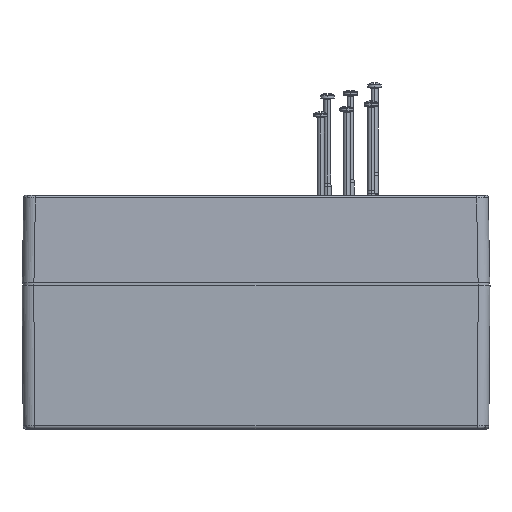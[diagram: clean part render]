
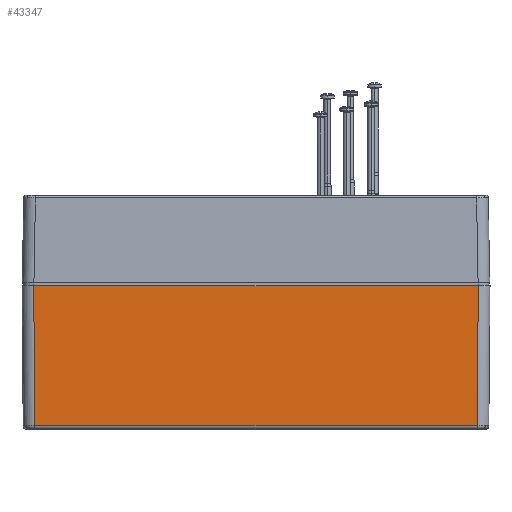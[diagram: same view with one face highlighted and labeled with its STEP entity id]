
A CAD part, top view. The second image highlights one B-rep face of the part: STEP entity #43347.
In plain terms, the highlighted planar face has unit normal (0, -0.009, 1).
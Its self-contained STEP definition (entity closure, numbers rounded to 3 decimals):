
#7224 = VERTEX_POINT ( 'NONE', #45987 ) ;
#7229 = VERTEX_POINT ( 'NONE', #45986 ) ;
#10723 = EDGE_CURVE ( 'NONE', #7229, #7224, #46382, .T. ) ;
#32697 = CARTESIAN_POINT ( 'NONE',  ( 113.514, -75.013, 79.514 ) ) ;
#34150 = DIRECTION ( 'NONE',  ( 1., 0., 0. ) ) ;
#34151 = VECTOR ( 'NONE', #34150, 1000. ) ;
#34152 = CARTESIAN_POINT ( 'NONE',  ( -120.15, -75.013, 79.514 ) ) ;
#34153 = LINE ( 'NONE', #34152, #34151 ) ;
#34273 = DIRECTION ( 'NONE',  ( 0.008, -1., -0.008 ) ) ;
#34274 = VECTOR ( 'NONE', #34273, 1000. ) ;
#34275 = CARTESIAN_POINT ( 'NONE',  ( -114.151, 0.051, 80.15 ) ) ;
#34276 = LINE ( 'NONE', #34275, #34274 ) ;
#34309 = DIRECTION ( 'NONE',  ( 0., -1., -0.008 ) ) ;
#34310 = DIRECTION ( 'NONE',  ( 0., -0.008, 1. ) ) ;
#34311 = CARTESIAN_POINT ( 'NONE',  ( -120.15, 0., 80.15 ) ) ;
#34312 = AXIS2_PLACEMENT_3D ( 'NONE', #34311, #34310, #34309 ) ;
#34313 = PLANE ( 'NONE',  #34312 ) ;
#34314 = FACE_OUTER_BOUND ( 'NONE', #43345, .T. ) ;
#34316 = DIRECTION ( 'NONE',  ( 0.008, 1., 0.008 ) ) ;
#34317 = VECTOR ( 'NONE', #34316, 1000. ) ;
#34318 = CARTESIAN_POINT ( 'NONE',  ( 114.133, -1.987, 80.133 ) ) ;
#34319 = LINE ( 'NONE', #34318, #34317 ) ;
#34388 = CARTESIAN_POINT ( 'NONE',  ( -113.514, -75.013, 79.514 ) ) ;
#42916 = VERTEX_POINT ( 'NONE', #32697 ) ;
#43160 = ORIENTED_EDGE ( 'NONE', *, *, #10723, .T. ) ;
#43161 = ORIENTED_EDGE ( 'NONE', *, *, #43327, .T. ) ;
#43244 = EDGE_CURVE ( 'NONE', #43380, #42916, #34153, .T. ) ;
#43327 = EDGE_CURVE ( 'NONE', #7224, #43380, #34276, .T. ) ;
#43344 = EDGE_CURVE ( 'NONE', #42916, #7229, #34319, .T. ) ;
#43345 = EDGE_LOOP ( 'NONE', ( #43346, #43160, #43161, #43891 ) ) ;
#43346 = ORIENTED_EDGE ( 'NONE', *, *, #43344, .T. ) ;
#43347 = ADVANCED_FACE ( 'NONE', ( #34314 ), #34313, .T. ) ;
#43380 = VERTEX_POINT ( 'NONE', #34388 ) ;
#43891 = ORIENTED_EDGE ( 'NONE', *, *, #43244, .T. ) ;
#45986 = CARTESIAN_POINT ( 'NONE',  ( 114.125, -3., 80.125 ) ) ;
#45987 = CARTESIAN_POINT ( 'NONE',  ( -114.125, -3., 80.125 ) ) ;
#46379 = DIRECTION ( 'NONE',  ( -1., 0., 0. ) ) ;
#46380 = VECTOR ( 'NONE', #46379, 1000. ) ;
#46381 = CARTESIAN_POINT ( 'NONE',  ( -120.15, -3., 80.125 ) ) ;
#46382 = LINE ( 'NONE', #46381, #46380 ) ;
